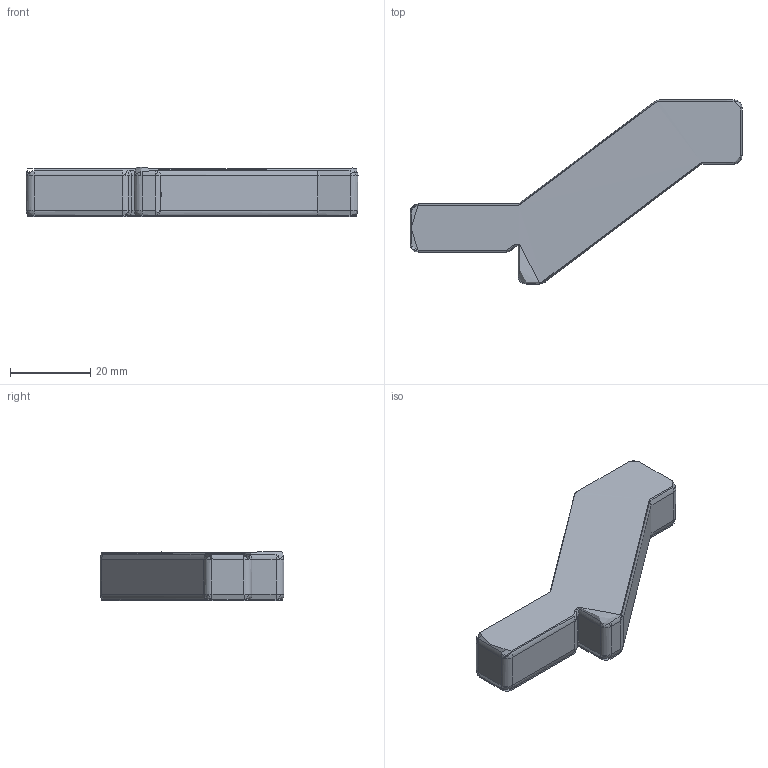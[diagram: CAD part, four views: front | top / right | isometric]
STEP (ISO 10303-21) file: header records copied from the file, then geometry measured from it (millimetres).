
FILE_DESCRIPTION(/* description */ (''),/* implementation_level */ '2;1');
FILE_NAME(/* name */ 'build helper - y axis.step',/* time_stamp */ '2025-06-21T04:17:17+05:30',/* author */ (''),/* organization */ (''),/* preprocessor_version */ 'ST-DEVELOPER v20.1',/* originating_system */ 'Autodesk Translation Framework v14.10.0.0',/* authorisation */ '');
FILE_SCHEMA (('AUTOMOTIVE_DESIGN { 1 0 10303 214 3 1 1 }'));
Products named in the file (1): (Unsaved)
Bounding box: 83 x 46 x 12.49 mm (x, y, z)
Surface area: 5531.7 mm2 (no closed solid volume)
Topology: 0 solids, 1 shells, 104 faces, 309 edges, 201 vertices
Faces by surface type: cylinder 35, plane 32, bspline 29, cone 4, sphere 2, torus 2
Entity records: 32601 total; most frequent: CARTESIAN_POINT 30098, ORIENTED_EDGE 584, DIRECTION 416, EDGE_CURVE 305, VERTEX_POINT 201, AXIS2_PLACEMENT_3D 150, LINE 116, VECTOR 116
